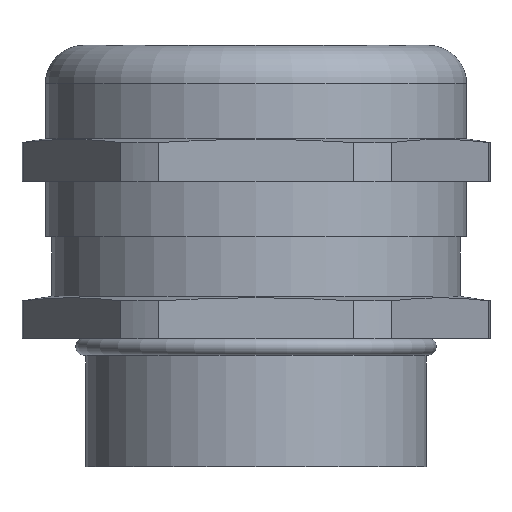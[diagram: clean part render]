
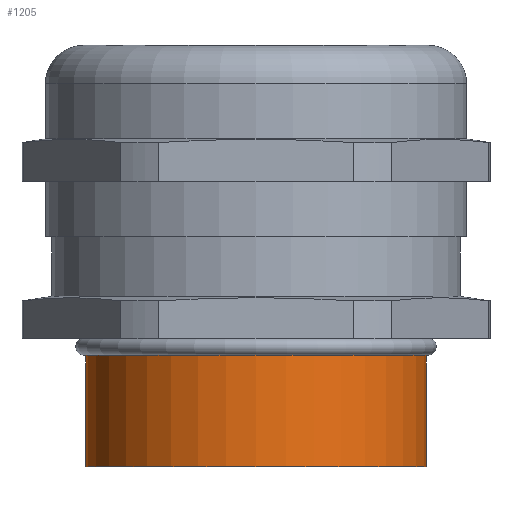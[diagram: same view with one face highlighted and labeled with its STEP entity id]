
A CAD part, front view. The second image highlights one B-rep face of the part: STEP entity #1205.
In plain terms, the highlighted cylindrical face has radius 20 mm (diameter 40 mm), a partial arc.
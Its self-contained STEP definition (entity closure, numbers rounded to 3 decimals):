
#217=CARTESIAN_POINT('',(0.,0.,-3.));
#218=DIRECTION('',(0.,0.,1.));
#219=DIRECTION('',(-1.,0.,0.));
#220=AXIS2_PLACEMENT_3D('',#217,#218,#219);
#232=DIRECTION('',(0.,0.,-1.));
#233=VECTOR('',#232,13.12);
#234=CARTESIAN_POINT('',(20.,0.,10.12));
#235=LINE('',#234,#233);
#236=DIRECTION('',(0.,0.,1.));
#237=VECTOR('',#236,13.12);
#238=CARTESIAN_POINT('',(-20.,0.,-3.));
#239=LINE('',#238,#237);
#245=CARTESIAN_POINT('',(0.,0.,10.12));
#246=DIRECTION('',(0.,0.,1.));
#247=DIRECTION('',(-1.,0.,0.));
#248=AXIS2_PLACEMENT_3D('',#245,#246,#247);
#845=CARTESIAN_POINT('',(-20.,0.,10.12));
#846=CARTESIAN_POINT('',(20.,0.,10.12));
#847=VERTEX_POINT('',#845);
#848=VERTEX_POINT('',#846);
#925=CARTESIAN_POINT('',(20.,0.,-3.));
#926=CARTESIAN_POINT('',(-20.,0.,-3.));
#927=VERTEX_POINT('',#925);
#928=VERTEX_POINT('',#926);
#1193=CARTESIAN_POINT('',(0.,0.,12.));
#1194=DIRECTION('',(0.,0.,-1.));
#1195=DIRECTION('',(-1.,0.,0.));
#1196=AXIS2_PLACEMENT_3D('',#1193,#1194,#1195);
#1197=CYLINDRICAL_SURFACE('',#1196,20.);
#1198=ORIENTED_EDGE('',*,*,#1186,.T.);
#1199=ORIENTED_EDGE('',*,*,#1168,.F.);
#1200=ORIENTED_EDGE('',*,*,#1183,.T.);
#1202=ORIENTED_EDGE('',*,*,#1201,.T.);
#1203=EDGE_LOOP('',(#1198,#1199,#1200,#1202));
#1204=FACE_OUTER_BOUND('',#1203,.F.);
#221=CIRCLE('',#220,20.);
#249=CIRCLE('',#248,20.);
#1168=EDGE_CURVE('',#928,#927,#221,.T.);
#1183=EDGE_CURVE('',#928,#847,#239,.T.);
#1186=EDGE_CURVE('',#848,#927,#235,.T.);
#1201=EDGE_CURVE('',#847,#848,#249,.T.);
#1205=ADVANCED_FACE('',(#1204),#1197,.T.);
